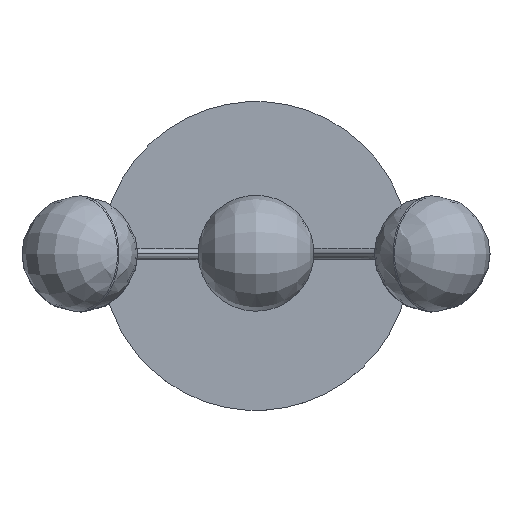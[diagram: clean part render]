
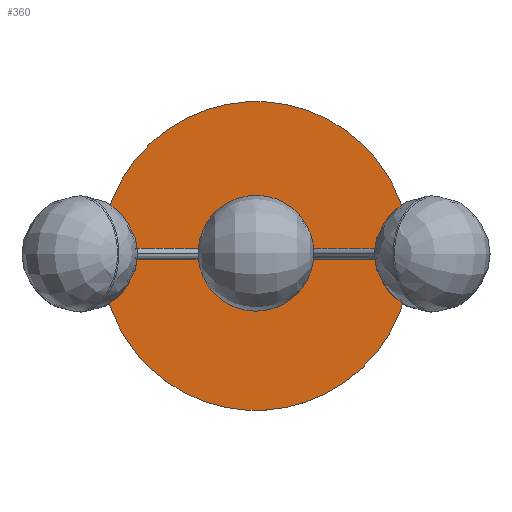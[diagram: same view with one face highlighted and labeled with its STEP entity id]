
A CAD part, top view. The second image highlights one B-rep face of the part: STEP entity #360.
In plain terms, the highlighted planar face has unit normal (0, 0, 1).
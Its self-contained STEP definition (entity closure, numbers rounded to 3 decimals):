
#99=PLANE('',#1067);
#360=ADVANCED_FACE('',(#421),#99,.T.);
#421=FACE_OUTER_BOUND('',#482,.T.);
#482=EDGE_LOOP('',(#553,#554));
#553=ORIENTED_EDGE('',*,*,#728,.T.);
#554=ORIENTED_EDGE('',*,*,#731,.T.);
#728=EDGE_CURVE('',#916,#918,#833,.T.);
#731=EDGE_CURVE('',#918,#916,#836,.T.);
#833=(
BOUNDED_CURVE()
B_SPLINE_CURVE(2,(#1169,#1170,#1171,#1172,#1173),.UNSPECIFIED.,.F.,.F.)
B_SPLINE_CURVE_WITH_KNOTS((3,2,3),(0.,251.327,502.655),
 .UNSPECIFIED.)
CURVE()
GEOMETRIC_REPRESENTATION_ITEM()
RATIONAL_B_SPLINE_CURVE((1.,0.707,1.,0.707,1.))
REPRESENTATION_ITEM('')
);
#836=(
BOUNDED_CURVE()
B_SPLINE_CURVE(2,(#1181,#1182,#1183,#1184,#1185),.UNSPECIFIED.,.F.,.F.)
B_SPLINE_CURVE_WITH_KNOTS((3,2,3),(502.655,753.982,1005.31),
 .UNSPECIFIED.)
CURVE()
GEOMETRIC_REPRESENTATION_ITEM()
RATIONAL_B_SPLINE_CURVE((1.,0.707,1.,0.707,1.))
REPRESENTATION_ITEM('')
);
#916=VERTEX_POINT('',#1159);
#918=VERTEX_POINT('',#1161);
#1067=AXIS2_PLACEMENT_3D('',#1147,#1077,$);
#1077=DIRECTION('',(0.,0.,1.));
#1147=CARTESIAN_POINT('',(-200.,-200.,10.));
#1159=CARTESIAN_POINT('',(160.,0.,10.));
#1161=CARTESIAN_POINT('',(-160.,0.,10.));
#1169=CARTESIAN_POINT('',(160.,0.,10.));
#1170=CARTESIAN_POINT('',(160.,160.,10.));
#1171=CARTESIAN_POINT('',(0.,160.,10.));
#1172=CARTESIAN_POINT('',(-160.,160.,10.));
#1173=CARTESIAN_POINT('',(-160.,0.,10.));
#1181=CARTESIAN_POINT('',(-160.,0.,10.));
#1182=CARTESIAN_POINT('',(-160.,-160.,10.));
#1183=CARTESIAN_POINT('',(0.,-160.,10.));
#1184=CARTESIAN_POINT('',(160.,-160.,10.));
#1185=CARTESIAN_POINT('',(160.,0.,10.));
